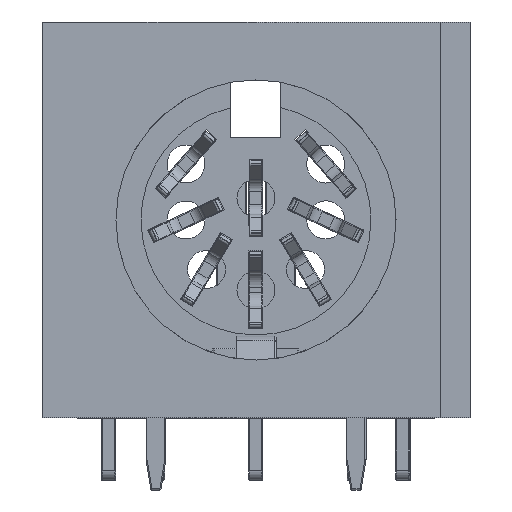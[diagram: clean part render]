
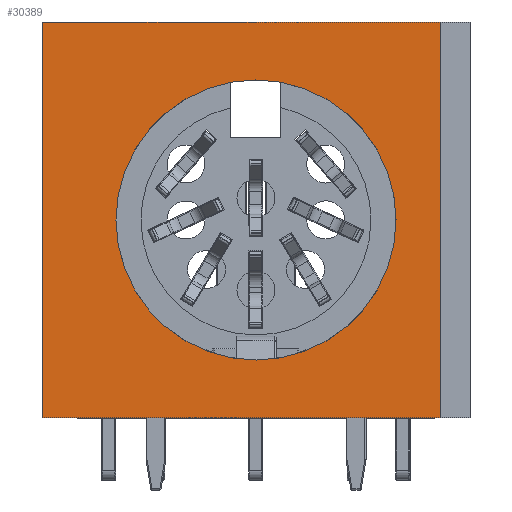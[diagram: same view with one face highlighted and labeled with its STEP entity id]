
A CAD part, front view. The second image highlights one B-rep face of the part: STEP entity #30389.
In plain terms, the highlighted planar face has unit normal (0, -1, 0).
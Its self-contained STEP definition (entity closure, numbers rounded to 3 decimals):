
#55=FACE_BOUND('',#4575,.T.);
#888=PLANE('',#33511);
#2623=FACE_OUTER_BOUND('',#4574,.T.);
#4574=EDGE_LOOP('',(#24066,#24067,#24068,#24069));
#4575=EDGE_LOOP('',(#24070));
#6478=LINE('',#49753,#8912);
#6588=LINE('',#50037,#9022);
#6596=LINE('',#50054,#9030);
#6801=LINE('',#50598,#9235);
#8912=VECTOR('',#39947,10.);
#9022=VECTOR('',#40117,10.);
#9030=VECTOR('',#40133,10.);
#9235=VECTOR('',#40550,10.);
#11515=CIRCLE('',#33442,7.);
#13356=VERTEX_POINT('',#49750);
#13357=VERTEX_POINT('',#49752);
#13483=VERTEX_POINT('',#50035);
#13488=VERTEX_POINT('',#50053);
#13554=VERTEX_POINT('',#50333);
#16875=EDGE_CURVE('',#13356,#13357,#6478,.T.);
#17009=EDGE_CURVE('',#13356,#13483,#6588,.T.);
#17017=EDGE_CURVE('',#13357,#13488,#6596,.T.);
#17118=EDGE_CURVE('',#13554,#13554,#11515,.T.);
#17244=EDGE_CURVE('',#13488,#13483,#6801,.T.);
#24066=ORIENTED_EDGE('',*,*,#17009,.T.);
#24067=ORIENTED_EDGE('',*,*,#17244,.F.);
#24068=ORIENTED_EDGE('',*,*,#17017,.F.);
#24069=ORIENTED_EDGE('',*,*,#16875,.F.);
#24070=ORIENTED_EDGE('',*,*,#17118,.T.);
#30389=ADVANCED_FACE('',(#2623,#55),#888,.F.);
#33442=AXIS2_PLACEMENT_3D('',#50334,#40292,#40293);
#33511=AXIS2_PLACEMENT_3D('',#50597,#40548,#40549);
#39947=DIRECTION('',(-1.,0.,0.));
#40117=DIRECTION('',(0.,0.,1.));
#40133=DIRECTION('',(0.,0.,1.));
#40292=DIRECTION('center_axis',(0.,1.,0.));
#40293=DIRECTION('ref_axis',(1.,0.,0.));
#40548=DIRECTION('center_axis',(0.,1.,0.));
#40549=DIRECTION('ref_axis',(1.,0.,0.));
#40550=DIRECTION('',(1.,0.,0.));
#49750=CARTESIAN_POINT('',(9.2,0.,0.));
#49752=CARTESIAN_POINT('',(-10.7,0.,0.));
#49753=CARTESIAN_POINT('',(10.7,0.,0.));
#50035=CARTESIAN_POINT('',(9.2,0.,19.8));
#50037=CARTESIAN_POINT('',(9.2,0.,14.85));
#50053=CARTESIAN_POINT('',(-10.7,0.,19.8));
#50054=CARTESIAN_POINT('',(-10.7,0.,0.));
#50333=CARTESIAN_POINT('',(-7.,0.,9.9));
#50334=CARTESIAN_POINT('Origin',(0.,0.,9.9));
#50597=CARTESIAN_POINT('Origin',(0.,0.,9.9));
#50598=CARTESIAN_POINT('',(-10.7,0.,19.8));
